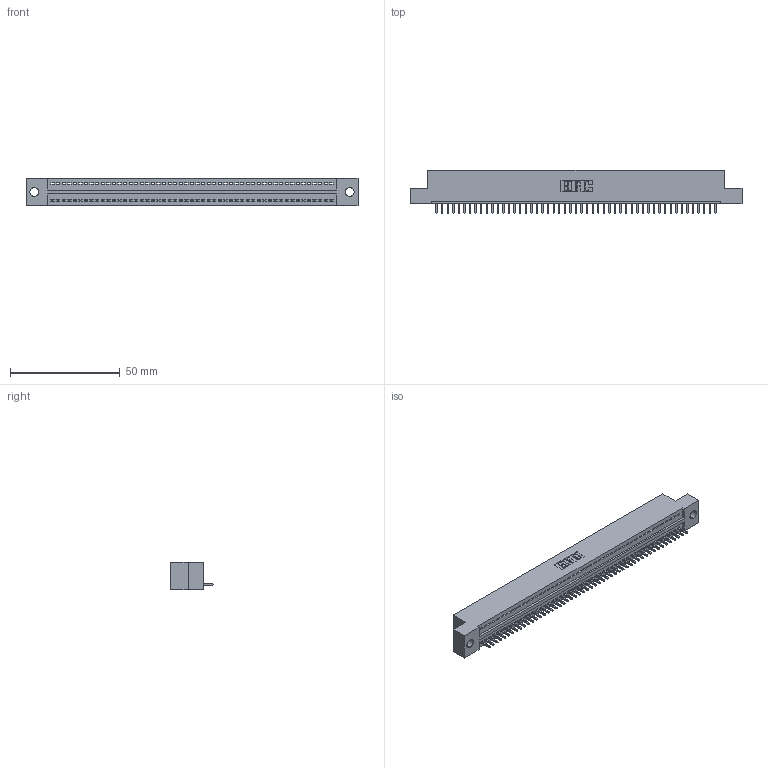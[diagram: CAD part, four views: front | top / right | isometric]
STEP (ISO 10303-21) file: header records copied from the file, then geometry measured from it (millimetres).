
FILE_DESCRIPTION (( 'STEP AP203' ), '1' );
FILE_NAME ('325-051-520-109.STEP', '2020-02-25T00:10:19', ( '' ), ( '' ), 'SwSTEP 2.0', 'SolidWorks 2016', '' );
FILE_SCHEMA (( 'CONFIG_CONTROL_DESIGN' ));
Length unit declared in the file: inch
Products named in the file (3): 325 Part_.160 TH; 325-051-520-109; 325-292-001_325-293-120
Assembly tree (52 placements, depth 2):
  325-051-520-109
    325 Part_.160 TH
    325-292-001_325-293-120  x51
Bounding box: 151.26 x 19.68 x 12.45 mm (x, y, z)
Volume: 18910.3 mm3; surface area: 20171.7 mm2
Topology: 52 solids, 52 shells, 3072 faces, 9287 edges, 6122 vertices
Faces by surface type: plane 2212, cylinder 860
Entity records: 30035 total; most frequent: CARTESIAN_POINT 5187, ORIENTED_EDGE 5174, DIRECTION 4357, EDGE_CURVE 2587, LINE 2459, VECTOR 2459, VERTEX_POINT 1722, AXIS2_PLACEMENT_3D 949
